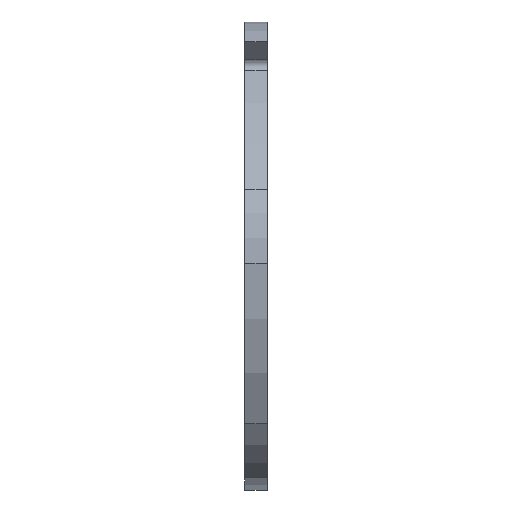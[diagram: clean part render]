
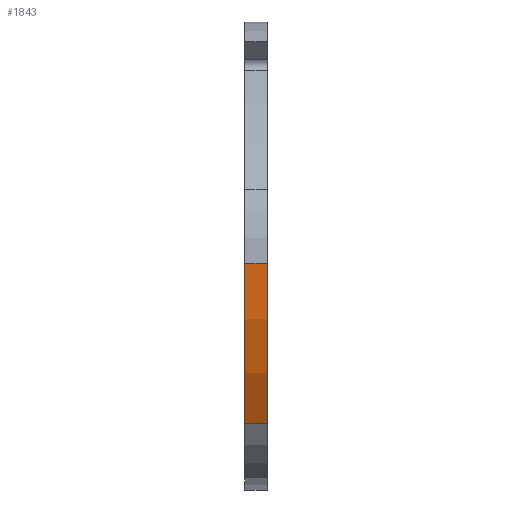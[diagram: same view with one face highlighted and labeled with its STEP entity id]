
A CAD part, front view. The second image highlights one B-rep face of the part: STEP entity #1843.
In plain terms, the highlighted cylindrical face has radius 90 mm (diameter 180 mm), a partial arc.
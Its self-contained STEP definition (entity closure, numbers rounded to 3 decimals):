
#19 = CARTESIAN_POINT ( 'NONE',  ( -3., -46.848, -45.288 ) ) ;
#45 = DIRECTION ( 'NONE',  ( 0., 0.866, -0.5 ) ) ;
#46 = AXIS2_PLACEMENT_3D ( 'NONE', #929, #589, #612 ) ;
#182 = EDGE_CURVE ( 'NONE', #1133, #823, #1799, .T. ) ;
#283 = AXIS2_PLACEMENT_3D ( 'NONE', #456, #1787, #2128 ) ;
#345 = EDGE_CURVE ( 'NONE', #953, #1133, #503, .T. ) ;
#355 = DIRECTION ( 'NONE',  ( 1., 0., 0. ) ) ;
#372 = VECTOR ( 'NONE', #355, 1000. ) ;
#450 = CIRCLE ( 'NONE', #1230, 90. ) ;
#456 = CARTESIAN_POINT ( 'NONE',  ( -3., 31., -0.125 ) ) ;
#499 = CARTESIAN_POINT ( 'NONE',  ( 3., -46.848, -45.288 ) ) ;
#500 = EDGE_CURVE ( 'NONE', #1085, #823, #450, .T. ) ;
#503 = CIRCLE ( 'NONE', #46, 90. ) ;
#589 = DIRECTION ( 'NONE',  ( 1., 0., 0. ) ) ;
#612 = DIRECTION ( 'NONE',  ( 0., 0.866, -0.5 ) ) ;
#792 = CYLINDRICAL_SURFACE ( 'NONE', #283, 90. ) ;
#823 = VERTEX_POINT ( 'NONE', #499 ) ;
#904 = CARTESIAN_POINT ( 'NONE',  ( 3., -58.983, -1.897 ) ) ;
#929 = CARTESIAN_POINT ( 'NONE',  ( -3., 31., -0.125 ) ) ;
#953 = VERTEX_POINT ( 'NONE', #1059 ) ;
#983 = FACE_OUTER_BOUND ( 'NONE', #1068, .T. ) ;
#988 = VECTOR ( 'NONE', #1089, 1000. ) ;
#1059 = CARTESIAN_POINT ( 'NONE',  ( -3., -58.983, -1.897 ) ) ;
#1060 = EDGE_CURVE ( 'NONE', #1085, #953, #1685, .T. ) ;
#1068 = EDGE_LOOP ( 'NONE', ( #2147, #1615, #1201, #1069 ) ) ;
#1069 = ORIENTED_EDGE ( 'NONE', *, *, #182, .T. ) ;
#1085 = VERTEX_POINT ( 'NONE', #904 ) ;
#1089 = DIRECTION ( 'NONE',  ( -1., 0., 0. ) ) ;
#1133 = VERTEX_POINT ( 'NONE', #1581 ) ;
#1201 = ORIENTED_EDGE ( 'NONE', *, *, #345, .T. ) ;
#1202 = CARTESIAN_POINT ( 'NONE',  ( 3., 31., -0.125 ) ) ;
#1230 = AXIS2_PLACEMENT_3D ( 'NONE', #1202, #2038, #45 ) ;
#1581 = CARTESIAN_POINT ( 'NONE',  ( -3., -46.848, -45.288 ) ) ;
#1590 = CARTESIAN_POINT ( 'NONE',  ( 0., -58.983, -1.897 ) ) ;
#1615 = ORIENTED_EDGE ( 'NONE', *, *, #1060, .T. ) ;
#1685 = LINE ( 'NONE', #1590, #988 ) ;
#1787 = DIRECTION ( 'NONE',  ( 1., 0., 0. ) ) ;
#1799 = LINE ( 'NONE', #19, #372 ) ;
#1843 = ADVANCED_FACE ( 'NONE', ( #983 ), #792, .T. ) ;
#2038 = DIRECTION ( 'NONE',  ( 1., 0., 0. ) ) ;
#2128 = DIRECTION ( 'NONE',  ( 0., 0., -1. ) ) ;
#2147 = ORIENTED_EDGE ( 'NONE', *, *, #500, .F. ) ;
